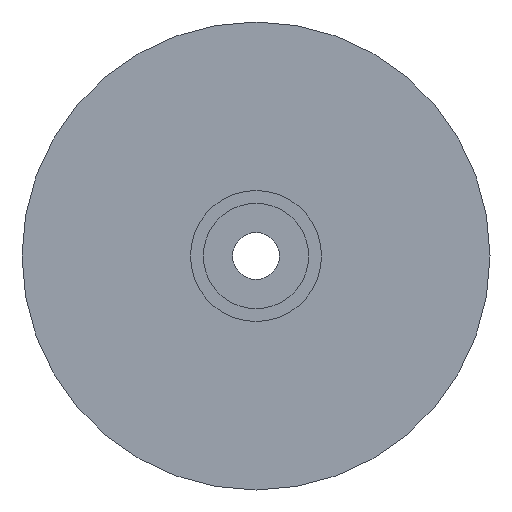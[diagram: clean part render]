
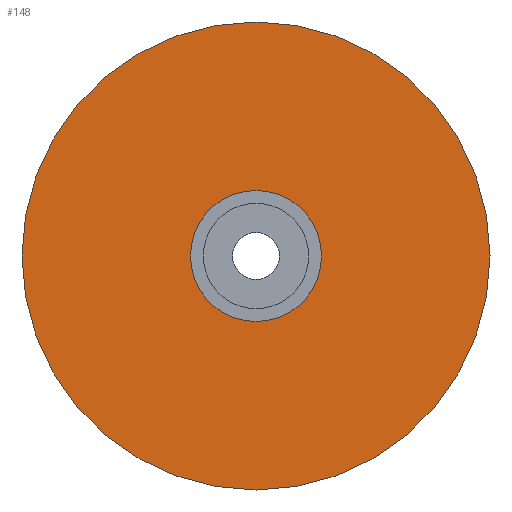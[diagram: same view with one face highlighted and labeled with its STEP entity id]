
A CAD part, left-side view. The second image highlights one B-rep face of the part: STEP entity #148.
In plain terms, the highlighted planar face has unit normal (-1, 0, 0).
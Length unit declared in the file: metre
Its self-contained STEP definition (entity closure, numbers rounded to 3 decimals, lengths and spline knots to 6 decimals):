
#42=ORIENTED_EDGE('',*,*,#59,.T.);
#43=ORIENTED_EDGE('',*,*,#58,.F.);
#58=EDGE_CURVE('',#70,#70,#82,.T.);
#59=EDGE_CURVE('',#71,#71,#83,.T.);
#70=VERTEX_POINT('',#265);
#71=VERTEX_POINT('',#268);
#82=CIRCLE('',#181,0.01);
#83=CIRCLE('',#183,0.0028);
#102=EDGE_LOOP('',(#42));
#103=EDGE_LOOP('',(#43));
#126=FACE_BOUND('',#102,.T.);
#127=FACE_BOUND('',#103,.T.);
#138=PLANE('',#182);
#148=ADVANCED_FACE('',(#126,#127),#138,.T.);
#181=AXIS2_PLACEMENT_3D('',#264,#223,#224);
#182=AXIS2_PLACEMENT_3D('',#266,#225,#226);
#183=AXIS2_PLACEMENT_3D('',#267,#227,#228);
#223=DIRECTION('',(1.,0.,0.));
#224=DIRECTION('',(0.,0.,-1.));
#225=DIRECTION('',(-1.,0.,0.));
#226=DIRECTION('',(0.,0.,1.));
#227=DIRECTION('',(1.,0.,0.));
#228=DIRECTION('',(0.,0.,-1.));
#264=CARTESIAN_POINT('',(-0.004,0.,0.));
#265=CARTESIAN_POINT('',(-0.004,0.,-0.01));
#266=CARTESIAN_POINT('',(-0.004,0.,-0.0028));
#267=CARTESIAN_POINT('',(-0.004,0.,0.));
#268=CARTESIAN_POINT('',(-0.004,0.,-0.0028));
